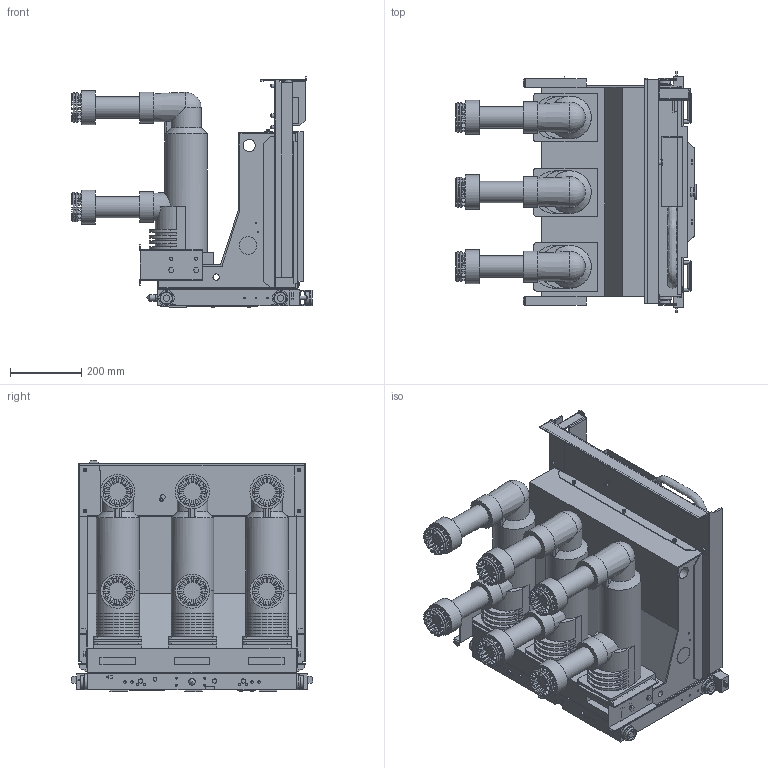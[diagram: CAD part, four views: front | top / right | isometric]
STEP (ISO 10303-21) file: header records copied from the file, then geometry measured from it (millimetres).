
FILE_DESCRIPTION(('STEP AP203'), '1');
FILE_NAME('Âàêóóìíûé âûêëþ÷àòåëü ESQ BB(D) -12 1250-40-210', '', ('UNSPECIFIED'), ('UNSPECIFIED'), 'C3D Converter', 'C3D Toolkit', '');
FILE_SCHEMA(('CONFIG_CONTROL_DESIGN'));
Length unit declared in the file: millimetre
Assembly tree (4 placements, depth 2):
  (unnamed)
    (unnamed)
    (unnamed)  x3
Bounding box: 676 x 679 x 651 mm (x, y, z)
Volume: 90825444.1 mm3; surface area: 3933095 mm2
Topology: 16 solids, 16 shells, 5142 faces, 14016 edges, 9302 vertices
Faces by surface type: plane 2778, extrusion 1805, cylinder 525, torus 19, cone 14, bspline 1
Full cylindrical faces by diameter (mm): 4 x11, 4.5 x5, 5 x4, 5.5 x3, 6 x13, 7 x8, 8 x3, 9 x13, 9.5 x4, 10 x11, 11 x7, 12 x5, 13 x4, 14 x2, 16 x2, 18 x8, 20 x1, 24 x1, 26 x2, 32.5 x4, 34.5 x1, 36 x4, 36.5 x1, 37 x1, 38 x1, 44 x5, 49 x2, 60 x6, 87 x6, 96 x6
Entity records: 166199 total; most frequent: CARTESIAN_POINT 38045, ORIENTED_EDGE 23422, DIRECTION 15610, EDGE_CURVE 11711, VECTOR 9226, VERTEX_POINT 7871, LINE 7421, B_SPLINE_CURVE_WITH_KNOTS 5440
